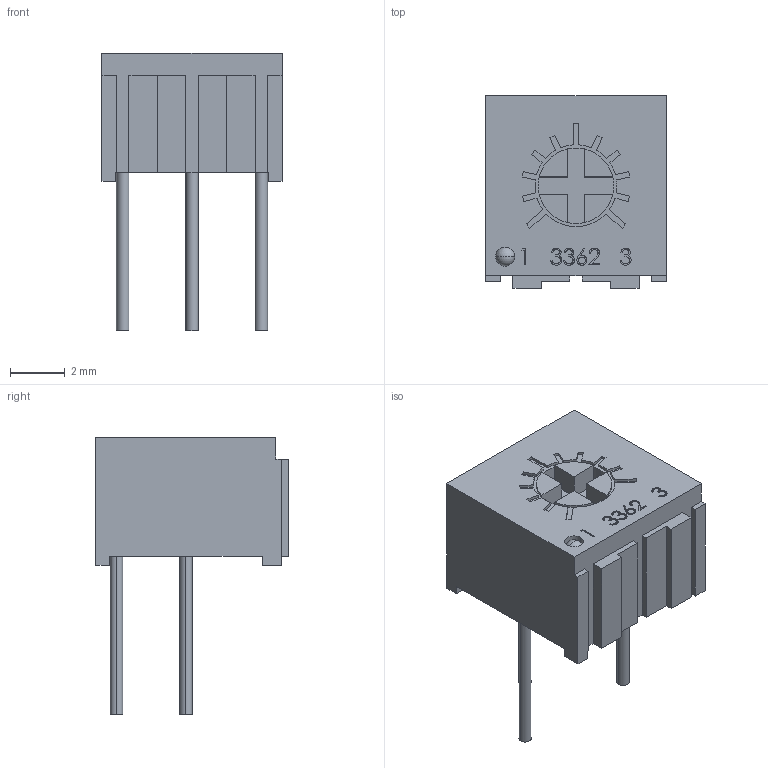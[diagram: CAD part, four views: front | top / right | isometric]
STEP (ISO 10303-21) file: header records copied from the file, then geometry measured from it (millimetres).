
FILE_DESCRIPTION(('FreeCAD Model'),'2;1');
FILE_NAME('Fusion.step', '2018-01-11T16:30:06',('kicad StepUp'),('ksu MCAD'), 'Open CASCADE STEP processor 6.8','FreeCAD','Unknown');
FILE_SCHEMA(('AUTOMOTIVE_DESIGN_CC2 { 1 2 10303 214 -1 1 5 4 }'));
Length unit declared in the file: millimetre
Products named in the file (2): ASSEMBLY; Fusion
Assembly tree (1 placements, depth 2):
  ASSEMBLY
    Fusion
Bounding box: 6.6 x 7.05 x 10.17 mm (x, y, z)
Volume: 196.1 mm3; surface area: 257.1 mm2
Topology: 1 solids, 1 shells, 206 faces, 568 edges, 375 vertices
Faces by surface type: plane 117, bspline 57, cylinder 30, sphere 2
Entity records: 10838 total; most frequent: CARTESIAN_POINT 4454, ORIENTED_EDGE 1132, DIRECTION 818, EDGE_CURVE 566, LINE 388, VECTOR 388, VERTEX_POINT 375, FACE_BOUND 219
